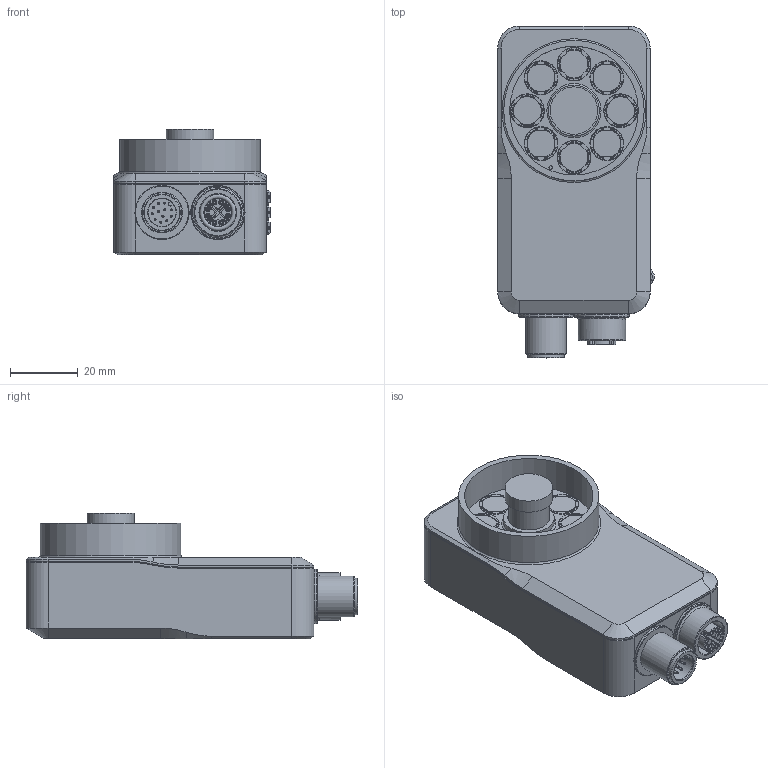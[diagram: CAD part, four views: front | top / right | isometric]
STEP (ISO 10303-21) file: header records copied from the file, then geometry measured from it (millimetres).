
FILE_DESCRIPTION (( 'STEP AP214' ), '1' );
FILE_NAME ('CS60-BM28-EP15_300.STEP', '2025-02-14T16:01:00', ( '' ), ( '' ), 'SwSTEP 2.0', 'SolidWorks 2024', '' );
FILE_SCHEMA (( 'AUTOMOTIVE_DESIGN' ));
Length unit declared in the file: millimetre
Products named in the file (1): CS60-BM28-EP15_300
Bounding box: 46.2 x 98 x 37.1 mm (x, y, z)
Volume: 40619.5 mm3; surface area: 36294.7 mm2
Topology: 1 solids, 2 shells, 2784 faces, 7657 edges, 4830 vertices
Faces by surface type: plane 1185, cylinder 863, torus 351, cone 243, sphere 130, bspline 12
Full cylindrical faces by diameter (mm): 0.6 x20, 0.65 x8, 0.7 x20, 0.8 x3, 1 x3, 1.24 x8, 1.4 x2, 1.5 x3, 1.8 x4, 2.2 x3, 2.459 x4, 3.3 x3, 4 x4, 5 x4, 8 x2, 8.25 x2, 8.3 x1, 8.4 x1, 8.5 x1, 8.9 x1, 9.05 x1, 9.45 x1, 9.5 x1, 9.6 x1, 9.8 x1, 9.9 x8, 10 x1, 10.6 x1, 10.7 x1, 10.773 x2
Entity records: 94812 total; most frequent: CARTESIAN_POINT 30044, ORIENTED_EDGE 14530, DIRECTION 11809, EDGE_CURVE 7265, VERTEX_POINT 4776, AXIS2_PLACEMENT_3D 4503, EDGE_LOOP 3213, FACE_OUTER_BOUND 3011
